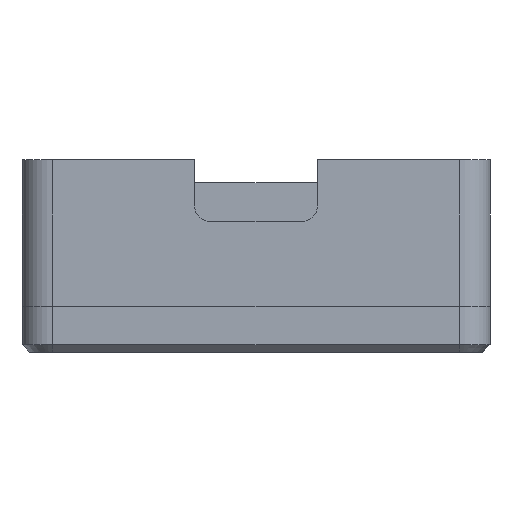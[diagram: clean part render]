
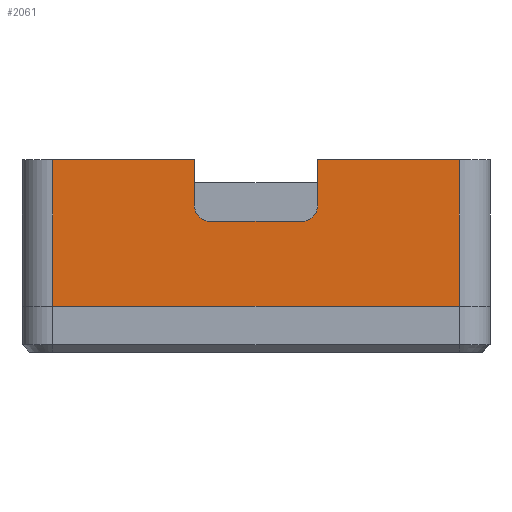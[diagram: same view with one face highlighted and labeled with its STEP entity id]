
A CAD part, front view. The second image highlights one B-rep face of the part: STEP entity #2061.
In plain terms, the highlighted planar face has unit normal (0, -1, 0).
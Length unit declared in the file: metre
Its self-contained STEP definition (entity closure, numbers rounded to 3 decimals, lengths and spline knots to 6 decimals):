
#102=LINE('',#3314,#274);
#158=LINE('',#3483,#330);
#159=LINE('',#3486,#331);
#160=LINE('',#3488,#332);
#161=LINE('',#3489,#333);
#162=LINE('',#3493,#334);
#163=LINE('',#3497,#335);
#164=LINE('',#3499,#336);
#274=VECTOR('',#2687,1.);
#330=VECTOR('',#2827,1.);
#331=VECTOR('',#2828,1.);
#332=VECTOR('',#2829,1.);
#333=VECTOR('',#2830,1.);
#334=VECTOR('',#2833,1.);
#335=VECTOR('',#2836,1.);
#336=VECTOR('',#2837,1.);
#418=PLANE('',#2314);
#753=ORIENTED_EDGE('',*,*,#1201,.T.);
#754=ORIENTED_EDGE('',*,*,#1202,.T.);
#755=ORIENTED_EDGE('',*,*,#1203,.T.);
#756=ORIENTED_EDGE('',*,*,#1117,.F.);
#757=ORIENTED_EDGE('',*,*,#1204,.F.);
#758=ORIENTED_EDGE('',*,*,#1205,.T.);
#759=ORIENTED_EDGE('',*,*,#1206,.F.);
#760=ORIENTED_EDGE('',*,*,#1207,.T.);
#761=ORIENTED_EDGE('',*,*,#1208,.T.);
#762=ORIENTED_EDGE('',*,*,#1209,.F.);
#1117=EDGE_CURVE('',#1371,#1372,#102,.T.);
#1201=EDGE_CURVE('',#1443,#1444,#158,.T.);
#1202=EDGE_CURVE('',#1444,#1445,#159,.T.);
#1203=EDGE_CURVE('',#1445,#1372,#160,.F.);
#1204=EDGE_CURVE('',#1446,#1371,#161,.T.);
#1205=EDGE_CURVE('',#1446,#1447,#1557,.T.);
#1206=EDGE_CURVE('',#1448,#1447,#162,.T.);
#1207=EDGE_CURVE('',#1448,#1449,#1558,.T.);
#1208=EDGE_CURVE('',#1449,#1450,#163,.T.);
#1209=EDGE_CURVE('',#1443,#1450,#164,.T.);
#1371=VERTEX_POINT('',#3313);
#1372=VERTEX_POINT('',#3315);
#1443=VERTEX_POINT('',#3484);
#1444=VERTEX_POINT('',#3485);
#1445=VERTEX_POINT('',#3487);
#1446=VERTEX_POINT('',#3490);
#1447=VERTEX_POINT('',#3492);
#1448=VERTEX_POINT('',#3494);
#1449=VERTEX_POINT('',#3496);
#1450=VERTEX_POINT('',#3498);
#1557=CIRCLE('',#2315,0.001);
#1558=CIRCLE('',#2316,0.001);
#1694=EDGE_LOOP('',(#753,#754,#755,#756,#757,#758,#759,#760,#761,#762));
#1878=FACE_BOUND('',#1694,.T.);
#2061=ADVANCED_FACE('',(#1878),#418,.F.);
#2314=AXIS2_PLACEMENT_3D('',#3482,#2825,#2826);
#2315=AXIS2_PLACEMENT_3D('',#3491,#2831,#2832);
#2316=AXIS2_PLACEMENT_3D('',#3495,#2834,#2835);
#2687=DIRECTION('',(1.,0.,0.));
#2825=DIRECTION('',(0.,1.,0.));
#2826=DIRECTION('',(0.,0.,1.));
#2827=DIRECTION('',(0.,0.,-1.));
#2828=DIRECTION('',(1.,0.,0.));
#2829=DIRECTION('',(0.,0.,-1.));
#2830=DIRECTION('',(0.,0.,1.));
#2831=DIRECTION('',(0.,1.,0.));
#2832=DIRECTION('',(0.,0.,1.));
#2833=DIRECTION('',(1.,0.,0.));
#2834=DIRECTION('',(0.,1.,0.));
#2835=DIRECTION('',(0.,0.,1.));
#2836=DIRECTION('',(0.,0.,1.));
#2837=DIRECTION('',(1.,0.,0.));
#3313=CARTESIAN_POINT('',(0.004,-0.0359,0.0125));
#3314=CARTESIAN_POINT('',(0.,-0.0359,0.0125));
#3315=CARTESIAN_POINT('',(0.0132,-0.0359,0.0125));
#3482=CARTESIAN_POINT('',(0.,-0.0359,0.0125));
#3483=CARTESIAN_POINT('',(-0.0132,-0.0359,0.));
#3484=CARTESIAN_POINT('',(-0.0132,-0.0359,0.0125));
#3485=CARTESIAN_POINT('',(-0.0132,-0.0359,0.0005));
#3486=CARTESIAN_POINT('',(0.,-0.0359,0.0005));
#3487=CARTESIAN_POINT('',(0.0132,-0.0359,0.0005));
#3488=CARTESIAN_POINT('',(0.0132,-0.0359,0.0125));
#3489=CARTESIAN_POINT('',(0.004,-0.0359,0.0125));
#3490=CARTESIAN_POINT('',(0.004,-0.0359,0.0095));
#3491=CARTESIAN_POINT('',(0.003,-0.0359,0.0095));
#3492=CARTESIAN_POINT('',(0.003,-0.0359,0.0085));
#3493=CARTESIAN_POINT('',(0.,-0.0359,0.0085));
#3494=CARTESIAN_POINT('',(-0.003,-0.0359,0.0085));
#3495=CARTESIAN_POINT('',(-0.003,-0.0359,0.0095));
#3496=CARTESIAN_POINT('',(-0.004,-0.0359,0.0095));
#3497=CARTESIAN_POINT('',(-0.004,-0.0359,0.0125));
#3498=CARTESIAN_POINT('',(-0.004,-0.0359,0.0125));
#3499=CARTESIAN_POINT('',(0.,-0.0359,0.0125));
